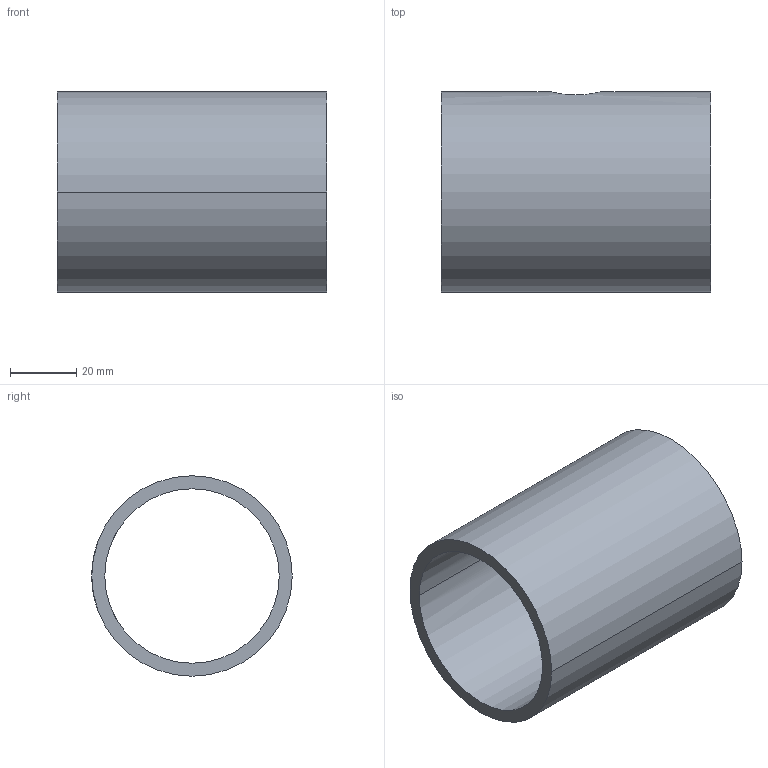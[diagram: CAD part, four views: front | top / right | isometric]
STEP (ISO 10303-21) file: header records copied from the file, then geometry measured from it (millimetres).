
FILE_DESCRIPTION (( 'STEP AP203' ), '1' );
FILE_NAME ('3996-55-11_REV_.step', '2026-03-04T02:52:18', ( '' ), ( '' ), 'SwSTEP 2.0', 'SolidWorks 2025', '' );
FILE_SCHEMA (( 'CONFIG_CONTROL_DESIGN' ));
Length unit declared in the file: millimetre
Products named in the file (1): 3996-55-11_REV_
Bounding box: 81 x 60.3 x 60.3 mm (x, y, z)
Volume: 55277.6 mm3; surface area: 29916.7 mm2
Topology: 1 solids, 1 shells, 8 faces, 24 edges, 16 vertices
Faces by surface type: cylinder 6, plane 2
Entity records: 524 total; most frequent: CARTESIAN_POINT 228, ORIENTED_EDGE 48, DIRECTION 42, EDGE_CURVE 24, AXIS2_PLACEMENT_3D 17, VERTEX_POINT 16, EDGE_LOOP 10, LINE 8
